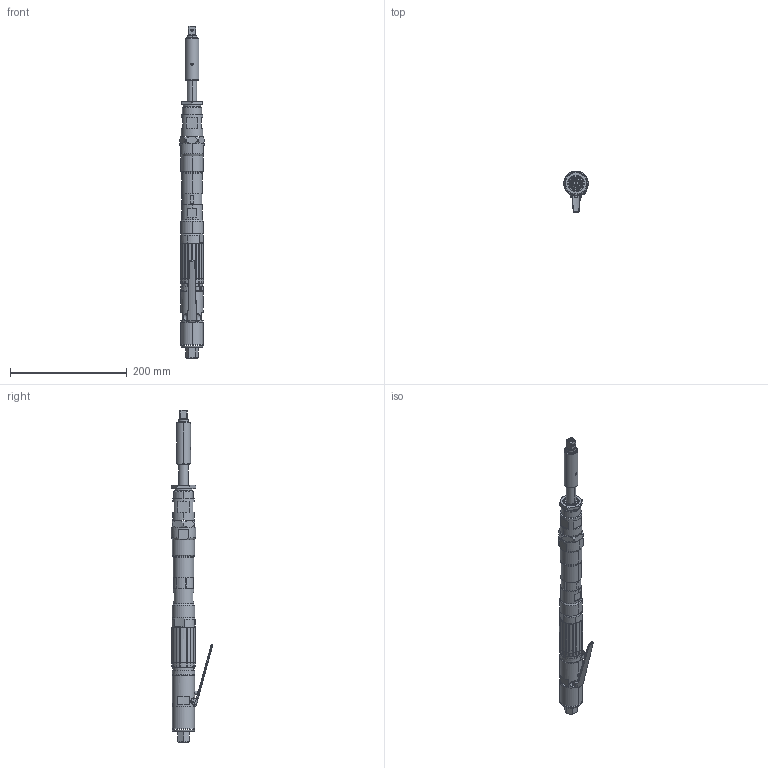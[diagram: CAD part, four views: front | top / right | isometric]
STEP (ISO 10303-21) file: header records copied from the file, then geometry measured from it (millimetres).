
FILE_DESCRIPTION((''),'2;1');
FILE_NAME('TMP16532_SW','2012-01-23T',('tooextcsr'),(''),'PRO/ENGINEER BY PARAMETRIC TECHNOLOGY CORPORATION, 2008310','PRO/ENGINEER BY PARAMETRIC TECHNOLOGY CORPORATION, 2008310','');
FILE_SCHEMA(('CONFIG_CONTROL_DESIGN', 'GEOMETRIC_VALIDATION_PROPERTIES_MIM'));
Length unit declared in the file: millimetre
Products named in the file (1): TMP16532_SW
Bounding box: 43 x 71.02 x 569.24 mm (x, y, z)
Surface area: 87599.9 mm2 (no closed solid volume)
Topology: 0 solids, 34 shells, 293 faces, 1118 edges, 832 vertices
Faces by surface type: cylinder 123, cone 84, plane 72, bspline 9, torus 5
Entity records: 16517 total; most frequent: CARTESIAN_POINT 4662, DIRECTION 1739, ORIENTED_EDGE 1645, EDGE_CURVE 1115, VERTEX_POINT 832, AXIS2_PLACEMENT_3D 718, FILL_AREA_STYLE_COLOUR 486, FILL_AREA_STYLE 486
